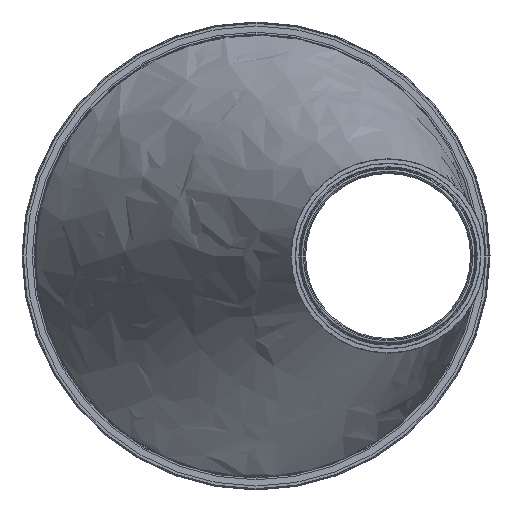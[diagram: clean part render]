
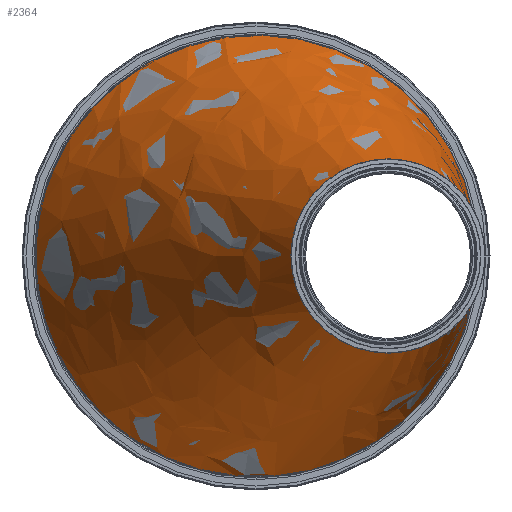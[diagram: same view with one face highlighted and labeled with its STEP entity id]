
A CAD part, left-side view. The second image highlights one B-rep face of the part: STEP entity #2364.
In plain terms, the highlighted free-form (B-spline) face has degree [1, 2] with [2, 9] control points.
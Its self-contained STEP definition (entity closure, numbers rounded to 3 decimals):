
#11=(
BOUNDED_SURFACE()
B_SPLINE_SURFACE(1,2,((#4198,#4199,#4200,#4201,#4202,#4203,#4204,#4205,
#4206),(#4207,#4208,#4209,#4210,#4211,#4212,#4213,#4214,#4215)),
 .UNSPECIFIED.,.F.,.T.,.F.)
B_SPLINE_SURFACE_WITH_KNOTS((2,2),(3,2,2,2,3),(-0.29,2.192),
(-3.142,-1.571,0.,1.571,3.142),
 .UNSPECIFIED.)
GEOMETRIC_REPRESENTATION_ITEM()
RATIONAL_B_SPLINE_SURFACE(((1.,0.707,1.,0.707,1.,
0.707,1.,0.707,1.),(1.,0.707,1.,0.707,
1.,0.707,1.,0.707,1.)))
REPRESENTATION_ITEM('')
SURFACE()
);
#24=B_SPLINE_CURVE_WITH_KNOTS('',1,(#4216,#4217),.UNSPECIFIED.,.F.,.F.,
(2,2),(-2.086,-0.024),.UNSPECIFIED.);
#282=FACE_OUTER_BOUND('',#474,.T.);
#474=EDGE_LOOP('',(#1740,#1741,#1742,#1743,#1744,#1745,#1746));
#650=CIRCLE('',#2605,50.125);
#651=CIRCLE('',#2606,50.125);
#652=CIRCLE('',#2607,50.125);
#654=CIRCLE('',#2612,124.45);
#655=CIRCLE('',#2613,124.45);
#1056=VERTEX_POINT('',#3880);
#1057=VERTEX_POINT('',#3881);
#1058=VERTEX_POINT('',#3883);
#1062=VERTEX_POINT('',#4002);
#1063=VERTEX_POINT('',#4003);
#1282=EDGE_CURVE('',#1056,#1057,#650,.T.);
#1283=EDGE_CURVE('',#1058,#1056,#651,.T.);
#1284=EDGE_CURVE('',#1057,#1058,#652,.T.);
#1290=EDGE_CURVE('',#1062,#1063,#654,.T.);
#1291=EDGE_CURVE('',#1063,#1062,#655,.T.);
#1299=EDGE_CURVE('',#1058,#1063,#24,.T.);
#1740=ORIENTED_EDGE('',*,*,#1282,.T.);
#1741=ORIENTED_EDGE('',*,*,#1284,.T.);
#1742=ORIENTED_EDGE('',*,*,#1299,.T.);
#1743=ORIENTED_EDGE('',*,*,#1291,.T.);
#1744=ORIENTED_EDGE('',*,*,#1290,.T.);
#1745=ORIENTED_EDGE('',*,*,#1299,.F.);
#1746=ORIENTED_EDGE('',*,*,#1283,.T.);
#2364=ADVANCED_FACE('',(#282),#11,.F.);
#2605=AXIS2_PLACEMENT_3D('',#3882,#3150,#3151);
#2606=AXIS2_PLACEMENT_3D('',#3884,#3152,#3153);
#2607=AXIS2_PLACEMENT_3D('',#3885,#3154,#3155);
#2612=AXIS2_PLACEMENT_3D('',#4004,#3165,#3166);
#2613=AXIS2_PLACEMENT_3D('',#4005,#3167,#3168);
#3150=DIRECTION('center_axis',(0.,0.,-1.));
#3151=DIRECTION('ref_axis',(1.,0.,0.));
#3152=DIRECTION('center_axis',(0.,0.,-1.));
#3153=DIRECTION('ref_axis',(1.,0.,0.));
#3154=DIRECTION('center_axis',(0.,0.,-1.));
#3155=DIRECTION('ref_axis',(1.,0.,0.));
#3165=DIRECTION('center_axis',(0.,0.,1.));
#3166=DIRECTION('ref_axis',(1.,0.,0.));
#3167=DIRECTION('center_axis',(0.,0.,1.));
#3168=DIRECTION('ref_axis',(1.,0.,0.));
#3880=CARTESIAN_POINT('',(50.125,0.,0.));
#3881=CARTESIAN_POINT('',(-50.125,0.,0.));
#3882=CARTESIAN_POINT('Origin',(0.,0.,0.));
#3883=CARTESIAN_POINT('',(-4.148,49.953,0.));
#3884=CARTESIAN_POINT('Origin',(0.,0.,0.));
#3885=CARTESIAN_POINT('Origin',(0.,0.,0.));
#4002=CARTESIAN_POINT('',(-50.125,0.,-237.));
#4003=CARTESIAN_POINT('',(64.027,124.023,-237.));
#4004=CARTESIAN_POINT('Origin',(74.325,0.,-237.));
#4005=CARTESIAN_POINT('Origin',(74.325,0.,-237.));
#4198=CARTESIAN_POINT('Ctrl Pts',(74.395,135.288,-273.043));
#4199=CARTESIAN_POINT('Ctrl Pts',(-50.125,135.288,-308.862));
#4200=CARTESIAN_POINT('Ctrl Pts',(-50.125,0.,
-308.862));
#4201=CARTESIAN_POINT('Ctrl Pts',(-50.125,-135.288,-308.862));
#4202=CARTESIAN_POINT('Ctrl Pts',(74.395,-135.288,-273.043));
#4203=CARTESIAN_POINT('Ctrl Pts',(198.915,-135.288,-237.224));
#4204=CARTESIAN_POINT('Ctrl Pts',(198.915,0.,
-237.224));
#4205=CARTESIAN_POINT('Ctrl Pts',(198.915,135.288,-237.224));
#4206=CARTESIAN_POINT('Ctrl Pts',(74.395,135.288,-273.043));
#4207=CARTESIAN_POINT('Ctrl Pts',(-7.661,46.136,12.215));
#4208=CARTESIAN_POINT('Ctrl Pts',(-50.125,46.136,0.));
#4209=CARTESIAN_POINT('Ctrl Pts',(-50.125,0.,0.));
#4210=CARTESIAN_POINT('Ctrl Pts',(-50.125,-46.136,0.));
#4211=CARTESIAN_POINT('Ctrl Pts',(-7.661,-46.136,12.215));
#4212=CARTESIAN_POINT('Ctrl Pts',(34.802,-46.136,24.43));
#4213=CARTESIAN_POINT('Ctrl Pts',(34.802,0.,
24.43));
#4214=CARTESIAN_POINT('Ctrl Pts',(34.802,46.136,24.43));
#4215=CARTESIAN_POINT('Ctrl Pts',(-7.661,46.136,12.215));
#4216=CARTESIAN_POINT('Ctrl Pts',(-4.148,49.953,0.));
#4217=CARTESIAN_POINT('Ctrl Pts',(64.027,124.023,-237.));
